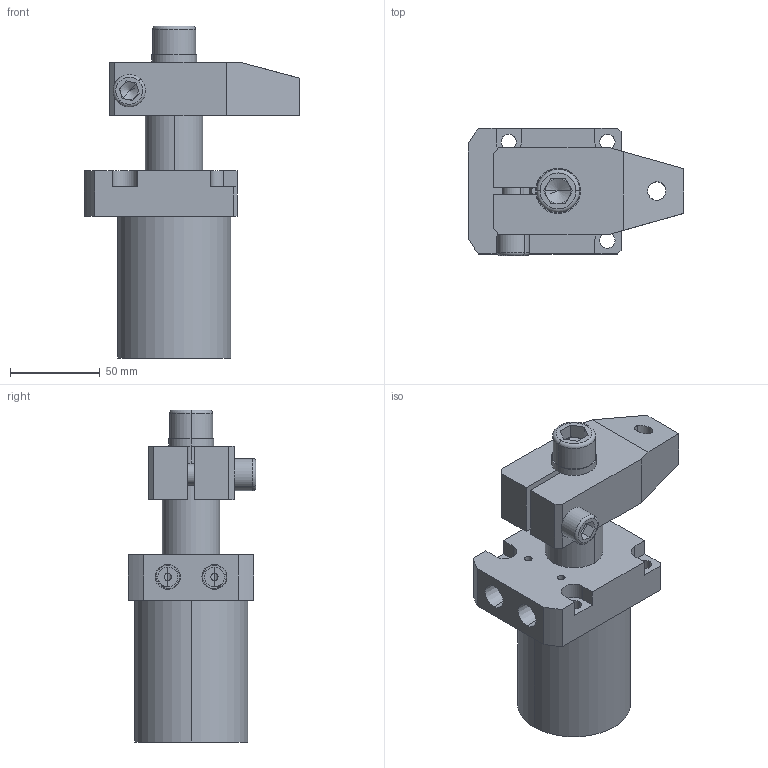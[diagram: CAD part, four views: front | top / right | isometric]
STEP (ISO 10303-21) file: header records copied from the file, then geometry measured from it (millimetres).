
FILE_DESCRIPTION (( 'STEP AP203' ), '1' );
FILE_NAME ('050RD-202.STEP', '2021-10-07T07:34:25', ( '微软用户' ), ( '微软中国' ), 'SwSTEP 2.0', 'SolidWorks 2012', '' );
FILE_SCHEMA (( 'CONFIG_CONTROL_DESIGN' ));
Length unit declared in the file: millimetre
Products named in the file (8): 050RD-202; hexagon socket head cap screws gb_GB_FASTENER_SCREWS_HSHCS M16X30-N; spring lock washers--normal type gb_GB_FASTENER_WASHER_SW 16; hexagon socket head cap screws gb_GB_FASTENER_SCREWS_HSHCS M12X45-N; 050RD-202-揤旋; 050RD-202-綴裔; 050RD-202-活塞杆; 050RD-202-掛极
Assembly tree (7 placements, depth 2):
  050RD-202
    050RD-202-掛极
    050RD-202-活塞杆
    050RD-202-綴裔
    050RD-202-揤旋
    hexagon socket head cap screws gb_GB_FASTENER_SCREWS_HSHCS M12X45-N
    spring lock washers--normal type gb_GB_FASTENER_WASHER_SW 16
    hexagon socket head cap screws gb_GB_FASTENER_SCREWS_HSHCS M16X30-N
Bounding box: 120 x 71 x 185.1 mm (x, y, z)
Volume: 493930.5 mm3; surface area: 106239.8 mm2
Topology: 7 solids, 7 shells, 254 faces, 621 edges, 381 vertices
Faces by surface type: cylinder 101, plane 91, cone 44, torus 18
Entity records: 8509 total; most frequent: CARTESIAN_POINT 1516, DIRECTION 1399, ORIENTED_EDGE 1214, EDGE_CURVE 607, AXIS2_PLACEMENT_3D 550, VERTEX_POINT 381, LINE 299, VECTOR 299
